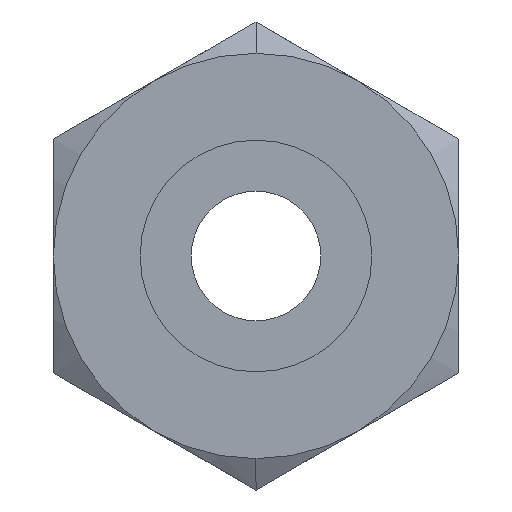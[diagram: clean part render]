
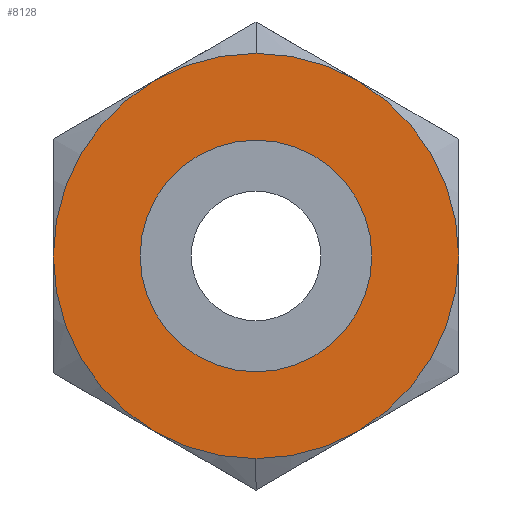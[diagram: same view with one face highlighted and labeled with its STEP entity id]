
A CAD part, left-side view. The second image highlights one B-rep face of the part: STEP entity #8128.
In plain terms, the highlighted planar face has unit normal (-1, 0, 0).
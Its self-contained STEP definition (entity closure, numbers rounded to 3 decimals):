
#43 = CIRCLE ( 'NONE', #7538, 11.11 ) ;
#225 = CARTESIAN_POINT ( 'NONE',  ( 0., 0., 11.11 ) ) ;
#273 = EDGE_CURVE ( 'NONE', #5508, #505, #2017, .T. ) ;
#314 = ORIENTED_EDGE ( 'NONE', *, *, #273, .T. ) ;
#333 = AXIS2_PLACEMENT_3D ( 'NONE', #7607, #6997, #911 ) ;
#505 = VERTEX_POINT ( 'NONE', #4462 ) ;
#911 = DIRECTION ( 'NONE',  ( 0., 0., 1. ) ) ;
#1285 = ORIENTED_EDGE ( 'NONE', *, *, #6312, .F. ) ;
#1717 = DIRECTION ( 'NONE',  ( 1., 0., 0. ) ) ;
#1919 = EDGE_CURVE ( 'NONE', #505, #5508, #5587, .T. ) ;
#2017 = CIRCLE ( 'NONE', #4295, 6.35 ) ;
#2045 = CARTESIAN_POINT ( 'NONE',  ( 0., 0., 0. ) ) ;
#2131 = DIRECTION ( 'NONE',  ( 0., 0., 1. ) ) ;
#2274 = CARTESIAN_POINT ( 'NONE',  ( 0., 0., 0. ) ) ;
#2289 = DIRECTION ( 'NONE',  ( -1., 0., 0. ) ) ;
#2375 = CARTESIAN_POINT ( 'NONE',  ( 0., 0., 5.555 ) ) ;
#2678 = EDGE_CURVE ( 'NONE', #8031, #7307, #7763, .T. ) ;
#2834 = EDGE_LOOP ( 'NONE', ( #314, #7630 ) ) ;
#2967 = PLANE ( 'NONE',  #7710 ) ;
#3043 = DIRECTION ( 'NONE',  ( 0., 0., -1. ) ) ;
#3270 = CARTESIAN_POINT ( 'NONE',  ( 0., 0., 0. ) ) ;
#3852 = DIRECTION ( 'NONE',  ( 0., 0., -1. ) ) ;
#3945 = AXIS2_PLACEMENT_3D ( 'NONE', #3270, #1717, #3852 ) ;
#4295 = AXIS2_PLACEMENT_3D ( 'NONE', #2274, #6376, #3043 ) ;
#4462 = CARTESIAN_POINT ( 'NONE',  ( 0., 0., 6.35 ) ) ;
#5004 = DIRECTION ( 'NONE',  ( 0., 0., 1. ) ) ;
#5508 = VERTEX_POINT ( 'NONE', #7094 ) ;
#5587 = CIRCLE ( 'NONE', #333, 6.35 ) ;
#5678 = CARTESIAN_POINT ( 'NONE',  ( 0., 0., -11.11 ) ) ;
#6183 = EDGE_LOOP ( 'NONE', ( #1285, #7170 ) ) ;
#6312 = EDGE_CURVE ( 'NONE', #7307, #8031, #43, .T. ) ;
#6343 = FACE_OUTER_BOUND ( 'NONE', #6183, .T. ) ;
#6376 = DIRECTION ( 'NONE',  ( 1., 0., 0. ) ) ;
#6938 = DIRECTION ( 'NONE',  ( 1., 0., 0. ) ) ;
#6997 = DIRECTION ( 'NONE',  ( 1., 0., 0. ) ) ;
#7094 = CARTESIAN_POINT ( 'NONE',  ( 0., 0., -6.35 ) ) ;
#7130 = FACE_BOUND ( 'NONE', #2834, .T. ) ;
#7170 = ORIENTED_EDGE ( 'NONE', *, *, #2678, .F. ) ;
#7307 = VERTEX_POINT ( 'NONE', #225 ) ;
#7538 = AXIS2_PLACEMENT_3D ( 'NONE', #2045, #6938, #2131 ) ;
#7607 = CARTESIAN_POINT ( 'NONE',  ( 0., 0., 0. ) ) ;
#7630 = ORIENTED_EDGE ( 'NONE', *, *, #1919, .T. ) ;
#7710 = AXIS2_PLACEMENT_3D ( 'NONE', #2375, #2289, #5004 ) ;
#7763 = CIRCLE ( 'NONE', #3945, 11.11 ) ;
#8031 = VERTEX_POINT ( 'NONE', #5678 ) ;
#8128 = ADVANCED_FACE ( 'NONE', ( #7130, #6343 ), #2967, .T. ) ;
